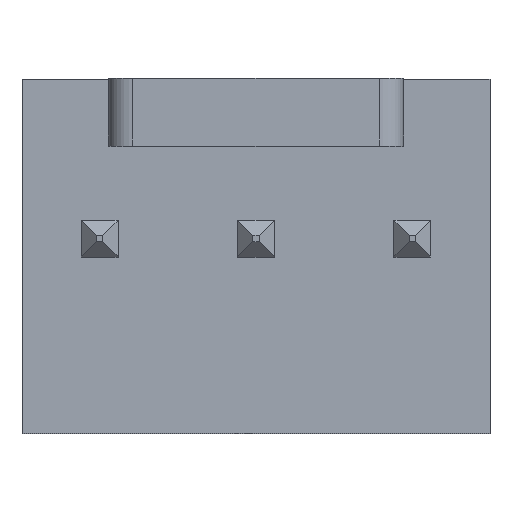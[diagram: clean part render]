
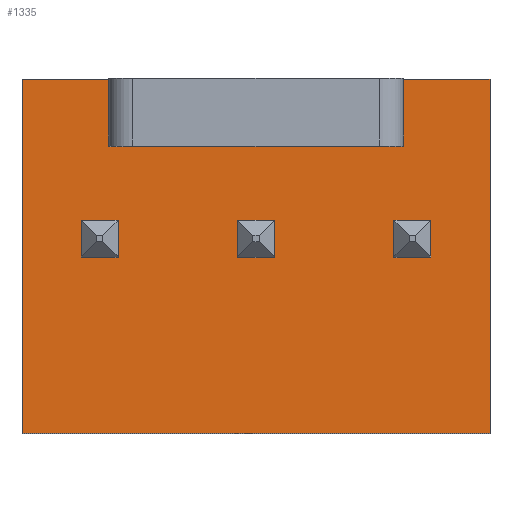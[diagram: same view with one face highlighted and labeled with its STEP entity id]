
A CAD part, top view. The second image highlights one B-rep face of the part: STEP entity #1335.
In plain terms, the highlighted planar face has unit normal (0, 0, 1).
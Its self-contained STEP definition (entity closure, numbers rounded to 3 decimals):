
#30=FACE_BOUND('',#141,.T.);
#31=FACE_BOUND('',#142,.T.);
#32=FACE_BOUND('',#143,.T.);
#59=FACE_OUTER_BOUND('',#140,.T.);
#140=EDGE_LOOP('',(#991,#992,#993,#994,#995,#996,#997,#998));
#141=EDGE_LOOP('',(#999,#1000,#1001,#1002));
#142=EDGE_LOOP('',(#1003,#1004,#1005,#1006));
#143=EDGE_LOOP('',(#1007,#1008,#1009,#1010));
#238=LINE('',#1926,#420);
#241=LINE('',#1931,#423);
#243=LINE('',#1936,#425);
#246=LINE('',#1941,#428);
#248=LINE('',#1946,#430);
#251=LINE('',#1951,#433);
#263=LINE('',#1974,#445);
#268=LINE('',#1989,#450);
#272=LINE('',#1998,#454);
#276=LINE('',#2008,#458);
#278=LINE('',#2013,#460);
#279=LINE('',#2014,#461);
#280=LINE('',#2016,#462);
#281=LINE('',#2017,#463);
#282=LINE('',#2019,#464);
#283=LINE('',#2020,#465);
#284=LINE('',#2022,#466);
#285=LINE('',#2023,#467);
#286=LINE('',#2025,#468);
#287=LINE('',#2026,#469);
#420=VECTOR('',#1551,10.);
#423=VECTOR('',#1556,10.);
#425=VECTOR('',#1560,10.);
#428=VECTOR('',#1565,10.);
#430=VECTOR('',#1569,10.);
#433=VECTOR('',#1574,10.);
#445=VECTOR('',#1596,10.);
#450=VECTOR('',#1609,10.);
#454=VECTOR('',#1617,10.);
#458=VECTOR('',#1627,10.);
#460=VECTOR('',#1633,10.);
#461=VECTOR('',#1634,10.);
#462=VECTOR('',#1635,10.);
#463=VECTOR('',#1636,10.);
#464=VECTOR('',#1637,10.);
#465=VECTOR('',#1638,10.);
#466=VECTOR('',#1639,10.);
#467=VECTOR('',#1640,10.);
#468=VECTOR('',#1641,10.);
#469=VECTOR('',#1642,10.);
#595=VERTEX_POINT('',#1923);
#596=VERTEX_POINT('',#1925);
#597=VERTEX_POINT('',#1929);
#598=VERTEX_POINT('',#1933);
#599=VERTEX_POINT('',#1935);
#600=VERTEX_POINT('',#1939);
#601=VERTEX_POINT('',#1943);
#602=VERTEX_POINT('',#1945);
#603=VERTEX_POINT('',#1949);
#608=VERTEX_POINT('',#1971);
#609=VERTEX_POINT('',#1973);
#614=VERTEX_POINT('',#1986);
#615=VERTEX_POINT('',#1988);
#618=VERTEX_POINT('',#1996);
#621=VERTEX_POINT('',#2006);
#622=VERTEX_POINT('',#2012);
#623=VERTEX_POINT('',#2015);
#624=VERTEX_POINT('',#2018);
#625=VERTEX_POINT('',#2021);
#626=VERTEX_POINT('',#2024);
#718=EDGE_CURVE('',#596,#595,#238,.T.);
#721=EDGE_CURVE('',#595,#597,#241,.T.);
#723=EDGE_CURVE('',#599,#598,#243,.T.);
#726=EDGE_CURVE('',#598,#600,#246,.T.);
#728=EDGE_CURVE('',#602,#601,#248,.T.);
#731=EDGE_CURVE('',#601,#603,#251,.T.);
#743=EDGE_CURVE('',#608,#609,#263,.T.);
#750=EDGE_CURVE('',#615,#614,#268,.T.);
#755=EDGE_CURVE('',#614,#618,#272,.T.);
#760=EDGE_CURVE('',#618,#621,#276,.T.);
#762=EDGE_CURVE('',#622,#621,#278,.T.);
#763=EDGE_CURVE('',#609,#622,#279,.T.);
#764=EDGE_CURVE('',#623,#608,#280,.T.);
#765=EDGE_CURVE('',#615,#623,#281,.T.);
#766=EDGE_CURVE('',#624,#596,#282,.T.);
#767=EDGE_CURVE('',#597,#624,#283,.T.);
#768=EDGE_CURVE('',#625,#602,#284,.T.);
#769=EDGE_CURVE('',#603,#625,#285,.T.);
#770=EDGE_CURVE('',#626,#599,#286,.T.);
#771=EDGE_CURVE('',#600,#626,#287,.T.);
#991=ORIENTED_EDGE('',*,*,#750,.T.);
#992=ORIENTED_EDGE('',*,*,#755,.T.);
#993=ORIENTED_EDGE('',*,*,#760,.T.);
#994=ORIENTED_EDGE('',*,*,#762,.F.);
#995=ORIENTED_EDGE('',*,*,#763,.F.);
#996=ORIENTED_EDGE('',*,*,#743,.F.);
#997=ORIENTED_EDGE('',*,*,#764,.F.);
#998=ORIENTED_EDGE('',*,*,#765,.F.);
#999=ORIENTED_EDGE('',*,*,#766,.T.);
#1000=ORIENTED_EDGE('',*,*,#718,.T.);
#1001=ORIENTED_EDGE('',*,*,#721,.T.);
#1002=ORIENTED_EDGE('',*,*,#767,.T.);
#1003=ORIENTED_EDGE('',*,*,#768,.T.);
#1004=ORIENTED_EDGE('',*,*,#728,.T.);
#1005=ORIENTED_EDGE('',*,*,#731,.T.);
#1006=ORIENTED_EDGE('',*,*,#769,.T.);
#1007=ORIENTED_EDGE('',*,*,#770,.T.);
#1008=ORIENTED_EDGE('',*,*,#723,.T.);
#1009=ORIENTED_EDGE('',*,*,#726,.T.);
#1010=ORIENTED_EDGE('',*,*,#771,.T.);
#1257=PLANE('',#1434);
#1335=ADVANCED_FACE('',(#59,#30,#31,#32),#1257,.T.);
#1434=AXIS2_PLACEMENT_3D('',#2011,#1631,#1632);
#1551=DIRECTION('',(-1.,0.,0.));
#1556=DIRECTION('',(0.,1.,0.));
#1560=DIRECTION('',(0.,-1.,0.));
#1565=DIRECTION('',(-1.,0.,0.));
#1569=DIRECTION('',(1.,0.,0.));
#1574=DIRECTION('',(0.,-1.,0.));
#1596=DIRECTION('',(-1.,0.,0.));
#1609=DIRECTION('',(0.,-1.,0.));
#1617=DIRECTION('',(-1.,0.,0.));
#1627=DIRECTION('',(0.,1.,0.));
#1631=DIRECTION('center_axis',(0.,0.,1.));
#1632=DIRECTION('ref_axis',(1.,0.,0.));
#1633=DIRECTION('',(1.,0.,0.));
#1634=DIRECTION('',(0.,1.,0.));
#1635=DIRECTION('',(0.,-1.,0.));
#1636=DIRECTION('',(1.,0.,0.));
#1637=DIRECTION('',(0.,-1.,0.));
#1638=DIRECTION('',(1.,0.,0.));
#1639=DIRECTION('',(0.,1.,0.));
#1640=DIRECTION('',(-1.,0.,0.));
#1641=DIRECTION('',(1.,0.,0.));
#1642=DIRECTION('',(0.,1.,0.));
#1923=CARTESIAN_POINT('',(-0.3,-0.3,0.));
#1925=CARTESIAN_POINT('',(0.3,-0.3,0.));
#1926=CARTESIAN_POINT('',(-0.3,-0.3,0.));
#1929=CARTESIAN_POINT('',(-0.3,0.3,0.));
#1931=CARTESIAN_POINT('',(-0.3,0.3,0.));
#1933=CARTESIAN_POINT('',(-2.24,-0.3,0.));
#1935=CARTESIAN_POINT('',(-2.24,0.3,0.));
#1936=CARTESIAN_POINT('',(-2.24,0.3,0.));
#1939=CARTESIAN_POINT('',(-2.84,-0.3,0.));
#1941=CARTESIAN_POINT('',(-2.24,-0.3,0.));
#1943=CARTESIAN_POINT('',(2.84,0.3,0.));
#1945=CARTESIAN_POINT('',(2.24,0.3,0.));
#1946=CARTESIAN_POINT('',(2.84,0.3,0.));
#1949=CARTESIAN_POINT('',(2.84,-0.3,0.));
#1951=CARTESIAN_POINT('',(2.84,-0.3,0.));
#1971=CARTESIAN_POINT('',(3.8,-3.15,0.));
#1973=CARTESIAN_POINT('',(-3.8,-3.15,0.));
#1974=CARTESIAN_POINT('',(3.8,-3.15,0.));
#1986=CARTESIAN_POINT('',(2.4,1.5,0.));
#1988=CARTESIAN_POINT('',(2.4,2.6,0.));
#1989=CARTESIAN_POINT('',(2.4,0.613,0.));
#1996=CARTESIAN_POINT('',(-2.4,1.5,0.));
#1998=CARTESIAN_POINT('',(-1.2,1.5,0.));
#2006=CARTESIAN_POINT('',(-2.4,2.6,0.));
#2008=CARTESIAN_POINT('',(-2.4,1.163,0.));
#2011=CARTESIAN_POINT('Origin',(0.,-0.275,0.));
#2012=CARTESIAN_POINT('',(-3.8,2.6,0.));
#2013=CARTESIAN_POINT('',(-3.8,2.6,0.));
#2014=CARTESIAN_POINT('',(-3.8,-3.15,0.));
#2015=CARTESIAN_POINT('',(3.8,2.6,0.));
#2016=CARTESIAN_POINT('',(3.8,2.6,0.));
#2017=CARTESIAN_POINT('',(-3.8,2.6,0.));
#2018=CARTESIAN_POINT('',(0.3,0.3,0.));
#2019=CARTESIAN_POINT('',(0.3,-0.3,0.));
#2020=CARTESIAN_POINT('',(0.3,0.3,0.));
#2021=CARTESIAN_POINT('',(2.24,-0.3,0.));
#2022=CARTESIAN_POINT('',(2.24,0.3,0.));
#2023=CARTESIAN_POINT('',(2.24,-0.3,0.));
#2024=CARTESIAN_POINT('',(-2.84,0.3,0.));
#2025=CARTESIAN_POINT('',(-2.84,0.3,0.));
#2026=CARTESIAN_POINT('',(-2.84,-0.3,0.));
